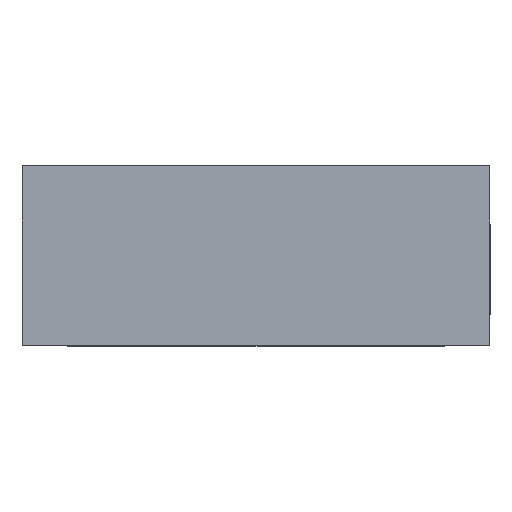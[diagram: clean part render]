
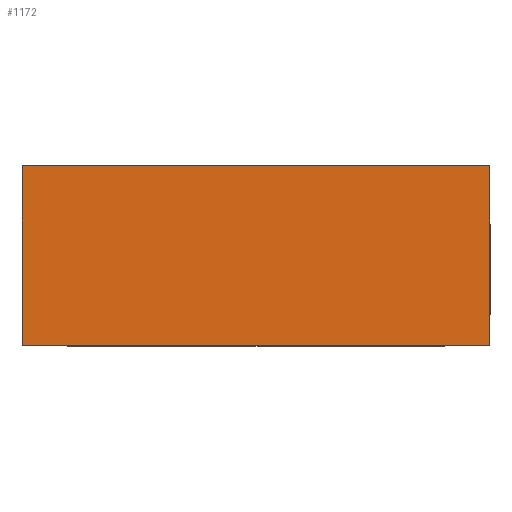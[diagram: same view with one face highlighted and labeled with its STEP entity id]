
A CAD part, top view. The second image highlights one B-rep face of the part: STEP entity #1172.
In plain terms, the highlighted planar face has unit normal (0, 0, 1).
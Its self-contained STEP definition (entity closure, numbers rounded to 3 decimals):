
#7 = LINE ( 'NONE', #1167, #40 ) ;
#40 = VECTOR ( 'NONE', #293, 1000. ) ;
#73 = CARTESIAN_POINT ( 'NONE',  ( 0., 23., 15. ) ) ;
#126 = ORIENTED_EDGE ( 'NONE', *, *, #1492, .T. ) ;
#142 = VERTEX_POINT ( 'NONE', #358 ) ;
#172 = FACE_OUTER_BOUND ( 'NONE', #1478, .T. ) ;
#178 = EDGE_CURVE ( 'NONE', #1660, #1643, #1656, .T. ) ;
#221 = DIRECTION ( 'NONE',  ( -1., 0., 0. ) ) ;
#292 = ORIENTED_EDGE ( 'NONE', *, *, #178, .T. ) ;
#293 = DIRECTION ( 'NONE',  ( 0., 1., 0. ) ) ;
#358 = CARTESIAN_POINT ( 'NONE',  ( 60., 0., 15. ) ) ;
#459 = DIRECTION ( 'NONE',  ( 1., 0., 0. ) ) ;
#486 = VECTOR ( 'NONE', #1609, 1000. ) ;
#620 = EDGE_CURVE ( 'NONE', #1643, #1545, #1008, .T. ) ;
#745 = PLANE ( 'NONE',  #1337 ) ;
#784 = LINE ( 'NONE', #1193, #1672 ) ;
#828 = ORIENTED_EDGE ( 'NONE', *, *, #620, .T. ) ;
#908 = DIRECTION ( 'NONE',  ( 0., 0., 1. ) ) ;
#1008 = LINE ( 'NONE', #1591, #486 ) ;
#1013 = ORIENTED_EDGE ( 'NONE', *, *, #1152, .T. ) ;
#1152 = EDGE_CURVE ( 'NONE', #142, #1660, #7, .T. ) ;
#1167 = CARTESIAN_POINT ( 'NONE',  ( 60., 23., 15. ) ) ;
#1172 = ADVANCED_FACE ( 'NONE', ( #172 ), #745, .T. ) ;
#1193 = CARTESIAN_POINT ( 'NONE',  ( 0., 0., 15. ) ) ;
#1270 = CARTESIAN_POINT ( 'NONE',  ( 0., 23., 15. ) ) ;
#1337 = AXIS2_PLACEMENT_3D ( 'NONE', #1465, #908, #459 ) ;
#1361 = DIRECTION ( 'NONE',  ( 1., 0., 0. ) ) ;
#1378 = CARTESIAN_POINT ( 'NONE',  ( 0., 0., 15. ) ) ;
#1421 = CARTESIAN_POINT ( 'NONE',  ( 60., 23., 15. ) ) ;
#1465 = CARTESIAN_POINT ( 'NONE',  ( 0., 0., 15. ) ) ;
#1478 = EDGE_LOOP ( 'NONE', ( #828, #126, #1013, #292 ) ) ;
#1492 = EDGE_CURVE ( 'NONE', #1545, #142, #784, .T. ) ;
#1545 = VERTEX_POINT ( 'NONE', #1378 ) ;
#1591 = CARTESIAN_POINT ( 'NONE',  ( 0., 23., 15. ) ) ;
#1609 = DIRECTION ( 'NONE',  ( 0., -1., 0. ) ) ;
#1643 = VERTEX_POINT ( 'NONE', #1270 ) ;
#1656 = LINE ( 'NONE', #73, #1859 ) ;
#1660 = VERTEX_POINT ( 'NONE', #1421 ) ;
#1672 = VECTOR ( 'NONE', #1361, 1000. ) ;
#1859 = VECTOR ( 'NONE', #221, 1000. ) ;
